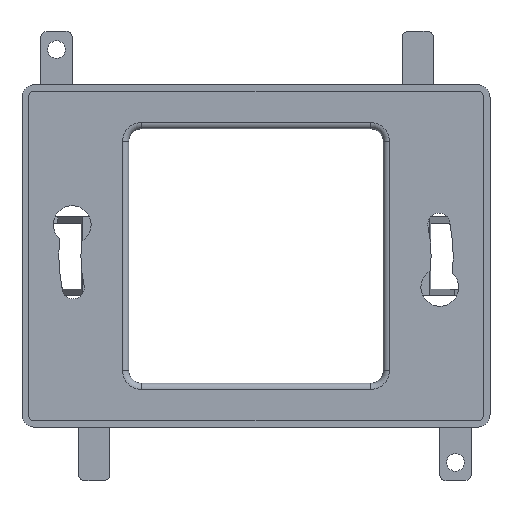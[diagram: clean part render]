
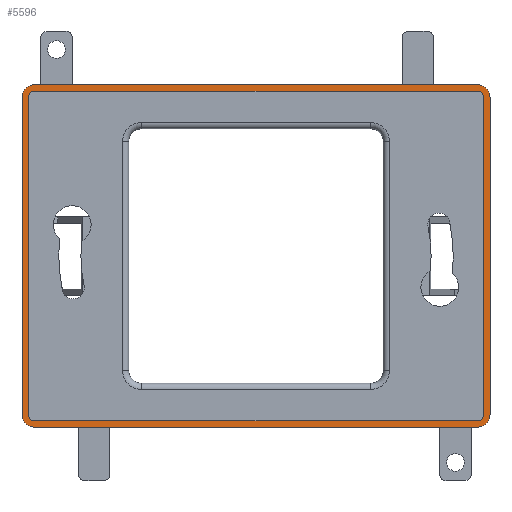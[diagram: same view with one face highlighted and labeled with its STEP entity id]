
A CAD part, top view. The second image highlights one B-rep face of the part: STEP entity #5596.
In plain terms, the highlighted planar face has unit normal (0, 0, 1).
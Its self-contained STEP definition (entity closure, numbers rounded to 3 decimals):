
#96 = LINE ( 'NONE', #4975, #3730 ) ;
#97 = AXIS2_PLACEMENT_3D ( 'NONE', #1729, #6000, #2305 ) ;
#129 = VERTEX_POINT ( 'NONE', #2413 ) ;
#257 = FACE_OUTER_BOUND ( 'NONE', #1708, .T. ) ;
#264 = DIRECTION ( 'NONE',  ( 0., 0., 1. ) ) ;
#284 = VERTEX_POINT ( 'NONE', #3588 ) ;
#328 = CARTESIAN_POINT ( 'NONE',  ( 35.25, 26.25, 3. ) ) ;
#349 = ORIENTED_EDGE ( 'NONE', *, *, #4207, .T. ) ;
#403 = DIRECTION ( 'NONE',  ( 0., -1., 0. ) ) ;
#450 = ORIENTED_EDGE ( 'NONE', *, *, #1162, .F. ) ;
#523 = CARTESIAN_POINT ( 'NONE',  ( -35.25, -27.25, 3. ) ) ;
#586 = CARTESIAN_POINT ( 'NONE',  ( -35.25, 25.25, 3. ) ) ;
#598 = DIRECTION ( 'NONE',  ( 0., 0., 1. ) ) ;
#646 = DIRECTION ( 'NONE',  ( -1., 0., 0. ) ) ;
#696 = VERTEX_POINT ( 'NONE', #328 ) ;
#738 = EDGE_CURVE ( 'NONE', #1785, #696, #4203, .T. ) ;
#757 = EDGE_CURVE ( 'NONE', #4367, #5439, #4054, .T. ) ;
#845 = LINE ( 'NONE', #1475, #3223 ) ;
#912 = ORIENTED_EDGE ( 'NONE', *, *, #4743, .F. ) ;
#958 = DIRECTION ( 'NONE',  ( 0., 1., 0. ) ) ;
#1015 = EDGE_CURVE ( 'NONE', #2365, #129, #4851, .T. ) ;
#1061 = DIRECTION ( 'NONE',  ( 1., 0., 0. ) ) ;
#1156 = CARTESIAN_POINT ( 'NONE',  ( 35.25, -27.25, 3. ) ) ;
#1162 = EDGE_CURVE ( 'NONE', #696, #2936, #845, .T. ) ;
#1200 = DIRECTION ( 'NONE',  ( 0., -1., 0. ) ) ;
#1292 = EDGE_CURVE ( 'NONE', #5439, #5053, #5344, .T. ) ;
#1311 = EDGE_CURVE ( 'NONE', #2811, #5865, #5956, .T. ) ;
#1362 = CARTESIAN_POINT ( 'NONE',  ( 35.25, -25.25, 3. ) ) ;
#1475 = CARTESIAN_POINT ( 'NONE',  ( 35.25, 26.25, 3. ) ) ;
#1625 = CARTESIAN_POINT ( 'NONE',  ( -35.25, -25.25, 3. ) ) ;
#1627 = VECTOR ( 'NONE', #958, 1000. ) ;
#1683 = ORIENTED_EDGE ( 'NONE', *, *, #738, .F. ) ;
#1697 = AXIS2_PLACEMENT_3D ( 'NONE', #3452, #598, #3901 ) ;
#1708 = EDGE_LOOP ( 'NONE', ( #2708, #349, #2102, #3844, #4875, #5804, #5530, #3061 ) ) ;
#1712 = CIRCLE ( 'NONE', #1697, 1. ) ;
#1727 = CARTESIAN_POINT ( 'NONE',  ( 35.25, 25.25, 3. ) ) ;
#1729 = CARTESIAN_POINT ( 'NONE',  ( 35.25, -25.25, 3. ) ) ;
#1785 = VERTEX_POINT ( 'NONE', #2792 ) ;
#1849 = DIRECTION ( 'NONE',  ( 1., 0., 0. ) ) ;
#1875 = CARTESIAN_POINT ( 'NONE',  ( -35.25, -26.25, 3. ) ) ;
#1944 = VERTEX_POINT ( 'NONE', #2837 ) ;
#1967 = LINE ( 'NONE', #2761, #4336 ) ;
#2013 = CARTESIAN_POINT ( 'NONE',  ( 36.25, -25.25, 3. ) ) ;
#2102 = ORIENTED_EDGE ( 'NONE', *, *, #1311, .T. ) ;
#2118 = AXIS2_PLACEMENT_3D ( 'NONE', #1362, #4684, #1849 ) ;
#2169 = AXIS2_PLACEMENT_3D ( 'NONE', #3163, #3990, #3970 ) ;
#2200 = CARTESIAN_POINT ( 'NONE',  ( -35.25, -27.25, 3. ) ) ;
#2203 = DIRECTION ( 'NONE',  ( 1., 0., 0. ) ) ;
#2305 = DIRECTION ( 'NONE',  ( 1., 0., 0. ) ) ;
#2336 = VECTOR ( 'NONE', #646, 1000. ) ;
#2365 = VERTEX_POINT ( 'NONE', #4942 ) ;
#2413 = CARTESIAN_POINT ( 'NONE',  ( -35.25, 27.25, 3. ) ) ;
#2453 = PLANE ( 'NONE',  #3023 ) ;
#2561 = DIRECTION ( 'NONE',  ( 0., 0., 1. ) ) ;
#2708 = ORIENTED_EDGE ( 'NONE', *, *, #4391, .T. ) ;
#2761 = CARTESIAN_POINT ( 'NONE',  ( -37.25, 25.25, 3. ) ) ;
#2792 = CARTESIAN_POINT ( 'NONE',  ( 36.25, 25.25, 3. ) ) ;
#2797 = EDGE_LOOP ( 'NONE', ( #4621, #3421, #3101, #912, #450, #1683, #5244, #5867 ) ) ;
#2811 = VERTEX_POINT ( 'NONE', #4319 ) ;
#2814 = VECTOR ( 'NONE', #2970, 1000. ) ;
#2837 = CARTESIAN_POINT ( 'NONE',  ( 37.25, -25.25, 3. ) ) ;
#2864 = CARTESIAN_POINT ( 'NONE',  ( -36.25, 25.25, 3. ) ) ;
#2899 = VERTEX_POINT ( 'NONE', #4081 ) ;
#2936 = VERTEX_POINT ( 'NONE', #4246 ) ;
#2958 = CIRCLE ( 'NONE', #3467, 2. ) ;
#2970 = DIRECTION ( 'NONE',  ( 0., 1., 0. ) ) ;
#2983 = VERTEX_POINT ( 'NONE', #2864 ) ;
#3023 = AXIS2_PLACEMENT_3D ( 'NONE', #586, #3890, #1061 ) ;
#3061 = ORIENTED_EDGE ( 'NONE', *, *, #1015, .T. ) ;
#3101 = ORIENTED_EDGE ( 'NONE', *, *, #4052, .F. ) ;
#3115 = CARTESIAN_POINT ( 'NONE',  ( -35.25, 25.25, 3. ) ) ;
#3163 = CARTESIAN_POINT ( 'NONE',  ( -35.25, -25.25, 3. ) ) ;
#3170 = EDGE_CURVE ( 'NONE', #5053, #284, #4615, .T. ) ;
#3223 = VECTOR ( 'NONE', #5717, 1000. ) ;
#3277 = CIRCLE ( 'NONE', #3545, 2. ) ;
#3421 = ORIENTED_EDGE ( 'NONE', *, *, #757, .F. ) ;
#3430 = VECTOR ( 'NONE', #4313, 1000. ) ;
#3452 = CARTESIAN_POINT ( 'NONE',  ( -35.25, 25.25, 3. ) ) ;
#3467 = AXIS2_PLACEMENT_3D ( 'NONE', #1727, #4998, #2203 ) ;
#3545 = AXIS2_PLACEMENT_3D ( 'NONE', #3115, #264, #3596 ) ;
#3588 = CARTESIAN_POINT ( 'NONE',  ( 36.25, -25.25, 3. ) ) ;
#3596 = DIRECTION ( 'NONE',  ( 1., 0., 0. ) ) ;
#3628 = AXIS2_PLACEMENT_3D ( 'NONE', #4113, #4088, #3641 ) ;
#3641 = DIRECTION ( 'NONE',  ( 1., 0., 0. ) ) ;
#3730 = VECTOR ( 'NONE', #1200, 1000. ) ;
#3789 = CARTESIAN_POINT ( 'NONE',  ( 37.25, -25.25, 3. ) ) ;
#3844 = ORIENTED_EDGE ( 'NONE', *, *, #4344, .T. ) ;
#3879 = CIRCLE ( 'NONE', #2118, 2. ) ;
#3890 = DIRECTION ( 'NONE',  ( 0., 0., 1. ) ) ;
#3901 = DIRECTION ( 'NONE',  ( 1., 0., 0. ) ) ;
#3942 = CARTESIAN_POINT ( 'NONE',  ( 35.25, 27.25, 3. ) ) ;
#3970 = DIRECTION ( 'NONE',  ( 1., 0., 0. ) ) ;
#3990 = DIRECTION ( 'NONE',  ( 0., 0., 1. ) ) ;
#4001 = CARTESIAN_POINT ( 'NONE',  ( -35.25, -26.25, 3. ) ) ;
#4052 = EDGE_CURVE ( 'NONE', #2983, #4367, #96, .T. ) ;
#4054 = CIRCLE ( 'NONE', #2169, 1. ) ;
#4081 = CARTESIAN_POINT ( 'NONE',  ( 37.25, 25.25, 3. ) ) ;
#4088 = DIRECTION ( 'NONE',  ( 0., 0., 1. ) ) ;
#4113 = CARTESIAN_POINT ( 'NONE',  ( 35.25, 25.25, 3. ) ) ;
#4125 = LINE ( 'NONE', #3789, #1627 ) ;
#4203 = CIRCLE ( 'NONE', #3628, 1. ) ;
#4207 = EDGE_CURVE ( 'NONE', #4877, #2811, #1967, .T. ) ;
#4228 = EDGE_CURVE ( 'NONE', #5714, #1944, #3879, .T. ) ;
#4246 = CARTESIAN_POINT ( 'NONE',  ( -35.25, 26.25, 3. ) ) ;
#4313 = DIRECTION ( 'NONE',  ( 1., 0., 0. ) ) ;
#4319 = CARTESIAN_POINT ( 'NONE',  ( -37.25, -25.25, 3. ) ) ;
#4336 = VECTOR ( 'NONE', #403, 1000. ) ;
#4344 = EDGE_CURVE ( 'NONE', #5865, #5714, #6003, .T. ) ;
#4367 = VERTEX_POINT ( 'NONE', #5246 ) ;
#4391 = EDGE_CURVE ( 'NONE', #129, #4877, #3277, .T. ) ;
#4394 = AXIS2_PLACEMENT_3D ( 'NONE', #1625, #2561, #4792 ) ;
#4615 = CIRCLE ( 'NONE', #97, 1. ) ;
#4621 = ORIENTED_EDGE ( 'NONE', *, *, #1292, .F. ) ;
#4684 = DIRECTION ( 'NONE',  ( 0., 0., 1. ) ) ;
#4743 = EDGE_CURVE ( 'NONE', #2936, #2983, #1712, .T. ) ;
#4756 = EDGE_CURVE ( 'NONE', #284, #1785, #5307, .T. ) ;
#4792 = DIRECTION ( 'NONE',  ( 1., 0., 0. ) ) ;
#4851 = LINE ( 'NONE', #3942, #2336 ) ;
#4875 = ORIENTED_EDGE ( 'NONE', *, *, #4228, .T. ) ;
#4877 = VERTEX_POINT ( 'NONE', #4954 ) ;
#4942 = CARTESIAN_POINT ( 'NONE',  ( 35.25, 27.25, 3. ) ) ;
#4954 = CARTESIAN_POINT ( 'NONE',  ( -37.25, 25.25, 3. ) ) ;
#4975 = CARTESIAN_POINT ( 'NONE',  ( -36.25, 25.25, 3. ) ) ;
#4998 = DIRECTION ( 'NONE',  ( 0., 0., 1. ) ) ;
#5053 = VERTEX_POINT ( 'NONE', #5293 ) ;
#5175 = EDGE_CURVE ( 'NONE', #2899, #2365, #2958, .T. ) ;
#5201 = VECTOR ( 'NONE', #5310, 1000. ) ;
#5244 = ORIENTED_EDGE ( 'NONE', *, *, #4756, .F. ) ;
#5246 = CARTESIAN_POINT ( 'NONE',  ( -36.25, -25.25, 3. ) ) ;
#5284 = FACE_BOUND ( 'NONE', #2797, .T. ) ;
#5293 = CARTESIAN_POINT ( 'NONE',  ( 35.25, -26.25, 3. ) ) ;
#5307 = LINE ( 'NONE', #2013, #2814 ) ;
#5310 = DIRECTION ( 'NONE',  ( 1., 0., 0. ) ) ;
#5344 = LINE ( 'NONE', #4001, #5201 ) ;
#5439 = VERTEX_POINT ( 'NONE', #1875 ) ;
#5473 = EDGE_CURVE ( 'NONE', #1944, #2899, #4125, .T. ) ;
#5530 = ORIENTED_EDGE ( 'NONE', *, *, #5175, .T. ) ;
#5596 = ADVANCED_FACE ( 'NONE', ( #257, #5284 ), #2453, .T. ) ;
#5714 = VERTEX_POINT ( 'NONE', #1156 ) ;
#5717 = DIRECTION ( 'NONE',  ( -1., 0., 0. ) ) ;
#5804 = ORIENTED_EDGE ( 'NONE', *, *, #5473, .T. ) ;
#5865 = VERTEX_POINT ( 'NONE', #2200 ) ;
#5867 = ORIENTED_EDGE ( 'NONE', *, *, #3170, .F. ) ;
#5956 = CIRCLE ( 'NONE', #4394, 2. ) ;
#6000 = DIRECTION ( 'NONE',  ( 0., 0., 1. ) ) ;
#6003 = LINE ( 'NONE', #523, #3430 ) ;
